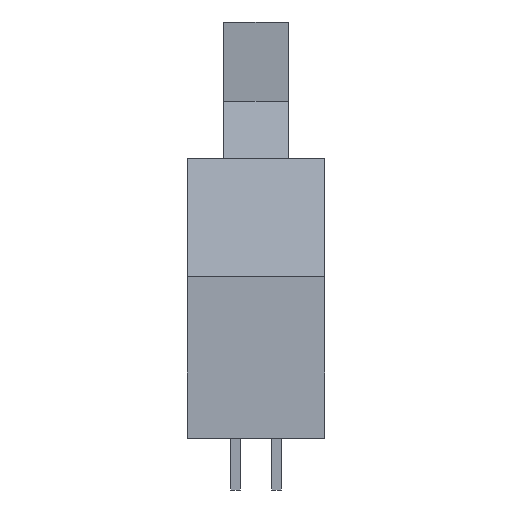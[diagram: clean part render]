
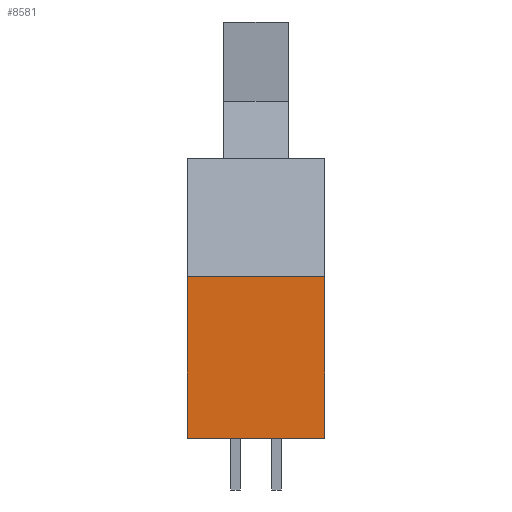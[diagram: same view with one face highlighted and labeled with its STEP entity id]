
A CAD part, left-side view. The second image highlights one B-rep face of the part: STEP entity #8581.
In plain terms, the highlighted planar face has unit normal (-1, 0, 0).
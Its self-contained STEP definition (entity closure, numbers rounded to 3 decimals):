
#7625=CARTESIAN_POINT('',(-22.5,-4.25,10.));
#7626=VERTEX_POINT('',#7625);
#7633=CARTESIAN_POINT('',(-22.5,-4.25,0.));
#7634=VERTEX_POINT('',#7633);
#7635=CARTESIAN_POINT('',(-22.5,-4.25,5.));
#7636=DIRECTION('',(0.0,-0.0,1.0));
#7637=VECTOR('',#7636,1.0);
#7638=LINE('',#7635,#7637);
#7639=EDGE_CURVE('n� 1279',#7634,#7626,#7638,.T.);
#8551=ORIENTED_EDGE('',*,*,#7639,.T.);
#8552=CARTESIAN_POINT('',(-22.5,4.25,10.));
#8553=VERTEX_POINT('',#8552);
#8554=CARTESIAN_POINT('',(-22.5,-0.0,10.));
#8555=DIRECTION('',(0.0,-1.0,-0.0));
#8556=VECTOR('',#8555,1.0);
#8557=LINE('',#8554,#8556);
#8558=EDGE_CURVE('n� 1259',#8553,#7626,#8557,.T.);
#8559=ORIENTED_EDGE('',*,*,#8558,.F.);
#8560=CARTESIAN_POINT('',(-22.5,4.25,0.));
#8561=VERTEX_POINT('',#8560);
#8562=CARTESIAN_POINT('',(-22.5,4.25,8.65));
#8563=DIRECTION('',(-0.0,-0.0,1.0));
#8564=VECTOR('',#8563,1.0);
#8565=LINE('',#8562,#8564);
#8566=EDGE_CURVE('n� 404',#8561,#8553,#8565,.T.);
#8567=ORIENTED_EDGE('',*,*,#8566,.F.);
#8568=CARTESIAN_POINT('',(-22.5,-0.0,0.));
#8569=DIRECTION('',(0.0,1.0,0.0));
#8570=VECTOR('',#8569,1.0);
#8571=LINE('',#8568,#8570);
#8572=EDGE_CURVE('n� 985',#7634,#8561,#8571,.T.);
#8573=ORIENTED_EDGE('',*,*,#8572,.F.);
#8574=EDGE_LOOP('',(#8551,#8559,#8567,#8573));
#8575=FACE_OUTER_BOUND('',#8574,.T.);
#8576=CARTESIAN_POINT('',(-22.5,4.25,10.));
#8577=DIRECTION('',(-1.0,-0.0,0.0));
#8578=DIRECTION('',(0.0,0.0,-1.0));
#8579=AXIS2_PLACEMENT_3D('',#8576,#8577,#8578);
#8580=PLANE('',#8579);
#8581=ADVANCED_FACE('n� 1275',(#8575),#8580,.T.);
